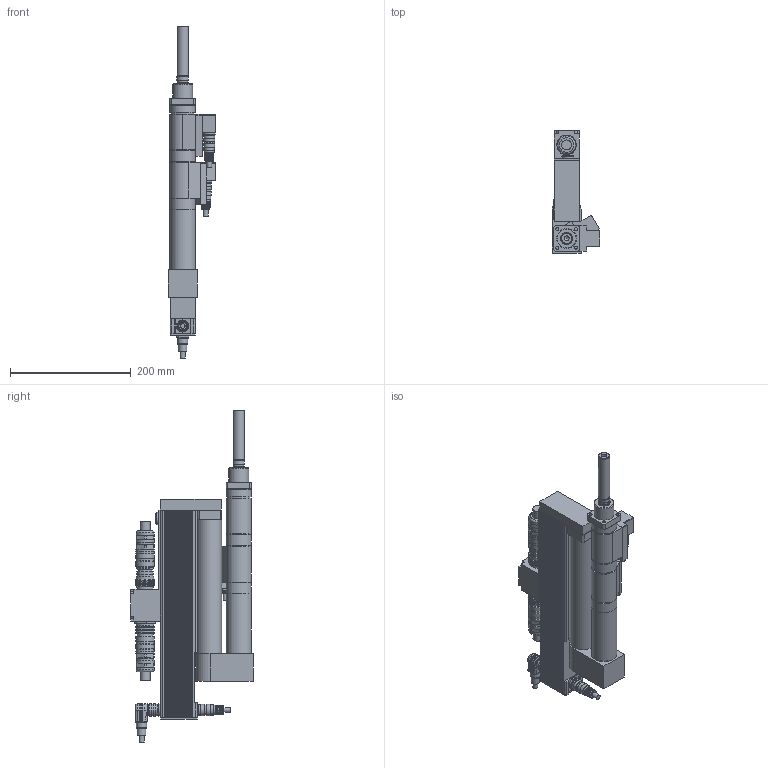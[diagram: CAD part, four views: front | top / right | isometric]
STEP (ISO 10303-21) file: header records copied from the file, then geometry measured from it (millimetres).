
FILE_DESCRIPTION((''),'2;1');
FILE_NAME('947548A1.stp','2011-03-25T14:38:13',('e4c32'),(''),'Autodesk Inventor 11','Autodesk Inventor 11','');
FILE_SCHEMA(('AUTOMOTIVE_DESIGN { 1 0 10303 214 1 1 1 1 }'));
Length unit declared in the file: millimetre
Products named in the file (8): 1K3B-1ZB; 1ZB_IPT_001; 1KYB_IPT_001; 1BUTS-XA_IPT_001; 961089-002_IPT_001; 961089-002_IPT_002.ipt_Stecker gerade; 961104-005_IPT_002.ipt_Stecker gerade; 961104-005_IPT_001.ipt_Stecker gerade
Assembly tree (10 placements, depth 2):
  1K3B-1ZB
    1ZB_IPT_001
    1KYB_IPT_001  x2
    1BUTS-XA_IPT_001
    961089-002_IPT_001
    961089-002_IPT_002.ipt_Stecker gerade  x3
    961104-005_IPT_002.ipt_Stecker gerade
    961104-005_IPT_001.ipt_Stecker gerade
Bounding box: 79 x 202.49 x 550.35 mm (x, y, z)
Volume: 2332370.6 mm3; surface area: 283485.2 mm2
Topology: 10 solids, 10 shells, 1234 faces, 3030 edges, 1901 vertices
Faces by surface type: plane 796, cylinder 267, bspline 104, cone 43, torus 24
Full cylindrical faces by diameter (mm): 8 x4, 13.4 x3, 13.5 x2, 14 x16, 14.2 x3, 16 x11, 16.5 x3, 16.8 x1, 17 x1, 17.587 x6, 18 x9, 18.7 x7, 18.95 x1, 19.5 x3, 20 x8, 22.5 x1, 24 x1, 25.5 x1, 26.4 x1, 27 x1, 27.047 x1, 28 x2, 28.5 x1, 29.5 x3, 29.8 x4, 30 x4, 30.4 x2, 30.5 x3, 30.609 x1, 30.8 x4
Entity records: 33474 total; most frequent: CARTESIAN_POINT 8307, ORIENTED_EDGE 5346, DIRECTION 4811, EDGE_CURVE 2673, VERTEX_POINT 1754, VECTOR 1697, LINE 1697, AXIS2_PLACEMENT_3D 1557
